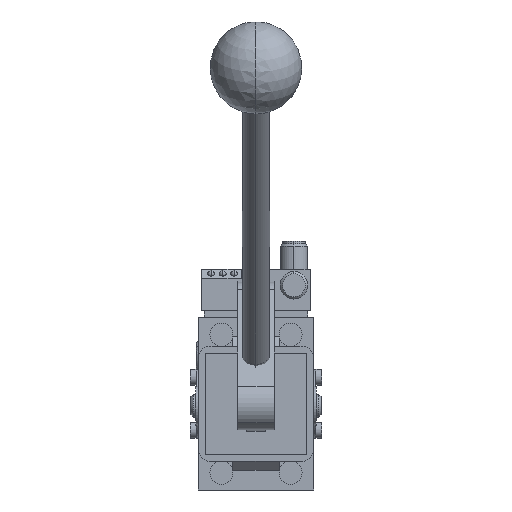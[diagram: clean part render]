
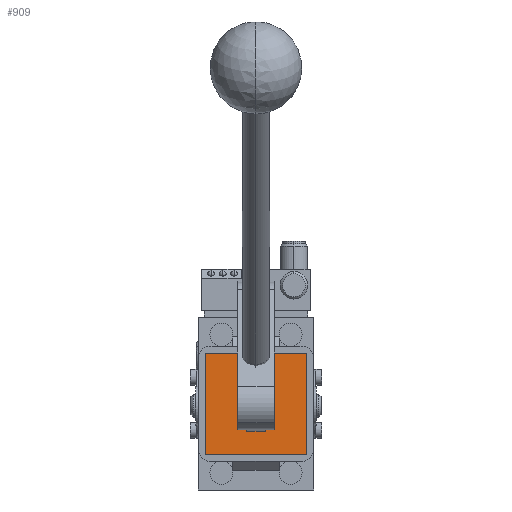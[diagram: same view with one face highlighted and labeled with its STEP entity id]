
A CAD part, left-side view. The second image highlights one B-rep face of the part: STEP entity #909.
In plain terms, the highlighted planar face has unit normal (-1, 0, 0).
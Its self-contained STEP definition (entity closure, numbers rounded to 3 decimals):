
#870=CARTESIAN_POINT('Axis2P3D Location',(-139.,-25.,37.5)) ;
#875=CARTESIAN_POINT('Line Origine',(-139.,22.,0.)) ;
#879=CARTESIAN_POINT('Vertex',(-139.,22.,-22.)) ;
#881=CARTESIAN_POINT('Vertex',(-139.,22.,22.)) ;
#884=CARTESIAN_POINT('Line Origine',(-139.,0.,-22.)) ;
#888=CARTESIAN_POINT('Vertex',(-139.,-22.,-22.)) ;
#891=CARTESIAN_POINT('Line Origine',(-139.,-22.,0.)) ;
#895=CARTESIAN_POINT('Vertex',(-139.,-22.,22.)) ;
#898=CARTESIAN_POINT('Line Origine',(-139.,0.,22.)) ;
#871=DIRECTION('Axis2P3D Direction',(1.,0.,0.)) ;
#872=DIRECTION('Axis2P3D XDirection',(0.,-1.,0.)) ;
#876=DIRECTION('Vector Direction',(0.,0.,1.)) ;
#885=DIRECTION('Vector Direction',(0.,1.,0.)) ;
#892=DIRECTION('Vector Direction',(0.,0.,1.)) ;
#899=DIRECTION('Vector Direction',(0.,1.,0.)) ;
#873=AXIS2_PLACEMENT_3D('Plane Axis2P3D',#870,#871,#872) ;
#904=ORIENTED_EDGE('',*,*,#883,.F.) ;
#905=ORIENTED_EDGE('',*,*,#890,.F.) ;
#906=ORIENTED_EDGE('',*,*,#897,.T.) ;
#907=ORIENTED_EDGE('',*,*,#902,.T.) ;
#877=VECTOR('Line Direction',#876,1.) ;
#886=VECTOR('Line Direction',#885,1.) ;
#893=VECTOR('Line Direction',#892,1.) ;
#900=VECTOR('Line Direction',#899,1.) ;
#909=ADVANCED_FACE('Body.5 ( MSZK\X2\00B1\X0\40.1_60\X2\00B1\X0\HUB\X2\00B1\X0\STIFTZIEHZYLINDER\X2\00B1\X0\SOLIDE\X2\00B1\X0\DETAIL\X2\00B1\X0\\X2\00B1\X0\\X2\00B1\X0\030220_TUENKERS_OKU - *MASTER - SZK 40 - *DIT1 - MSZK 40 - *SET2 - *SOL5 - *SOL5 )',(#908),#874,.F.) ;
#883=EDGE_CURVE('',#880,#882,#878,.T.) ;
#890=EDGE_CURVE('',#889,#880,#887,.T.) ;
#897=EDGE_CURVE('',#889,#896,#894,.T.) ;
#902=EDGE_CURVE('',#896,#882,#901,.T.) ;
#903=EDGE_LOOP('',(#904,#905,#906,#907)) ;
#908=FACE_OUTER_BOUND('',#903,.T.) ;
#878=LINE('Line',#875,#877) ;
#887=LINE('Line',#884,#886) ;
#894=LINE('Line',#891,#893) ;
#901=LINE('Line',#898,#900) ;
#874=PLANE('Plane',#873) ;
#880=VERTEX_POINT('',#879) ;
#882=VERTEX_POINT('',#881) ;
#889=VERTEX_POINT('',#888) ;
#896=VERTEX_POINT('',#895) ;
